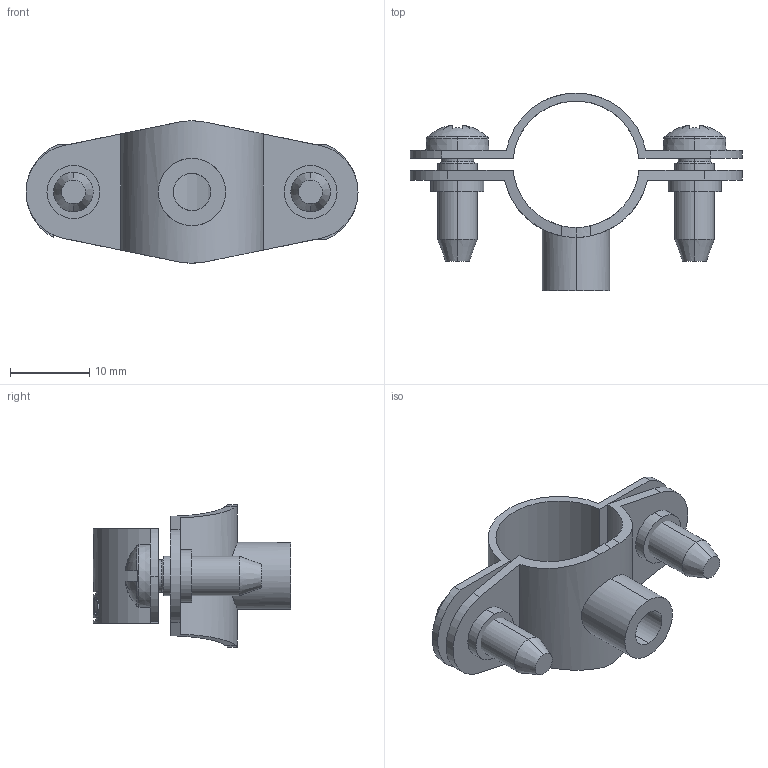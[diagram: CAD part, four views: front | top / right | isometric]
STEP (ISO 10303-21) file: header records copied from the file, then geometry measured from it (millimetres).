
FILE_DESCRIPTION((''),'2;1');
FILE_NAME('BB013-07_6-1360167_ASM','2014-06-03T',('AndreasKeweloh'),(''),'PRO/ENGINEER BY PARAMETRIC TECHNOLOGY CORPORATION, 2014000','PRO/ENGINEER BY PARAMETRIC TECHNOLOGY CORPORATION, 2014000','');
FILE_SCHEMA(('CONFIG_CONTROL_DESIGN'));
Length unit declared in the file: millimetre
Products named in the file (4): BB013-07-02_STANDARD; BB013-07-01_STANDARD; BW001_M5_X_14; BB013-07_6-1360167_ASM
Assembly tree (4 placements, depth 2):
  BB013-07_6-1360167_ASM
    BB013-07-02_STANDARD
    BB013-07-01_STANDARD
    BW001_M5_X_14  x2
Bounding box: 42 x 25 x 18 mm (x, y, z)
Volume: 2309.7 mm3; surface area: 3790.7 mm2
Topology: 4 solids, 4 shells, 322 faces, 838 edges, 542 vertices
Faces by surface type: plane 126, bspline 107, cylinder 52, cone 20, torus 12, sphere 4, extrusion 1
Entity records: 15183 total; most frequent: CARTESIAN_POINT 9094, ORIENTED_EDGE 1404, DIRECTION 963, EDGE_CURVE 702, VERTEX_POINT 461, AXIS2_PLACEMENT_3D 331, VECTOR 301, LINE 300
